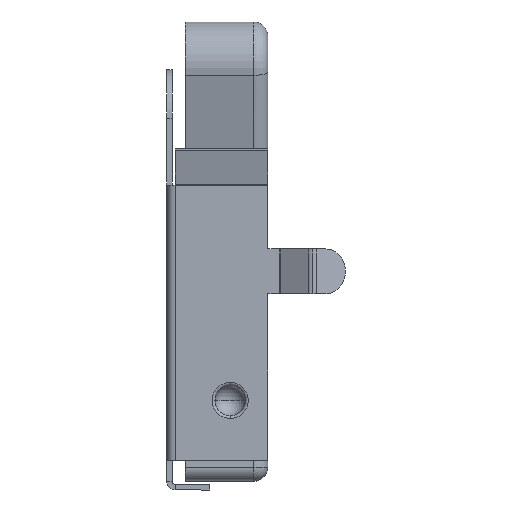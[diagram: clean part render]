
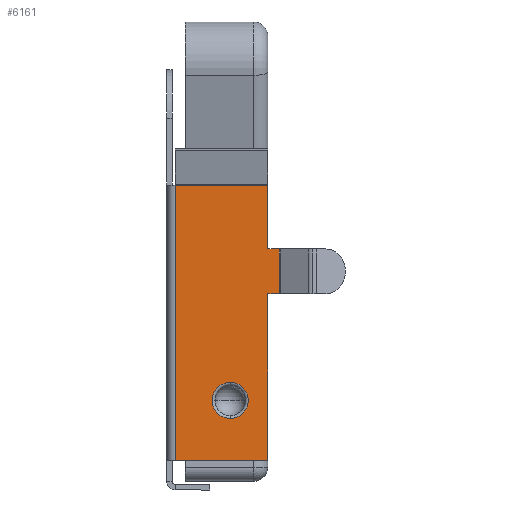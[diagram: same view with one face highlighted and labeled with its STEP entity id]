
A CAD part, left-side view. The second image highlights one B-rep face of the part: STEP entity #6161.
In plain terms, the highlighted planar face has unit normal (-1, 0, 0).
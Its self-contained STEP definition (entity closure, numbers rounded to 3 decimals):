
#53 = DIRECTION ( 'NONE',  ( 0., 0., -1. ) ) ;
#169 = CARTESIAN_POINT ( 'NONE',  ( -7.595, 0., -6.325 ) ) ;
#213 = DIRECTION ( 'NONE',  ( 1., 0., 0. ) ) ;
#284 = DIRECTION ( 'NONE',  ( 0., -1., 0. ) ) ;
#307 = EDGE_CURVE ( 'NONE', #1273, #3670, #4609, .T. ) ;
#309 = ORIENTED_EDGE ( 'NONE', *, *, #6235, .T. ) ;
#446 = EDGE_LOOP ( 'NONE', ( #4433, #4183 ) ) ;
#476 = CARTESIAN_POINT ( 'NONE',  ( -7.595, -0.407, 1.085 ) ) ;
#532 = DIRECTION ( 'NONE',  ( 0., 0., -1. ) ) ;
#551 = CARTESIAN_POINT ( 'NONE',  ( -7.595, 0., 3.325 ) ) ;
#638 = DIRECTION ( 'NONE',  ( 0., -1., 0. ) ) ;
#659 = VERTEX_POINT ( 'NONE', #476 ) ;
#673 = DIRECTION ( 'NONE',  ( 0., 0., -1. ) ) ;
#801 = CARTESIAN_POINT ( 'NONE',  ( -7.595, 0., -0.485 ) ) ;
#859 = CARTESIAN_POINT ( 'NONE',  ( -7.595, 1.32, -4.225 ) ) ;
#935 = ORIENTED_EDGE ( 'NONE', *, *, #1362, .T. ) ;
#952 = EDGE_CURVE ( 'NONE', #5837, #5650, #1857, .T. ) ;
#980 = LINE ( 'NONE', #2704, #3963 ) ;
#992 = VECTOR ( 'NONE', #284, 1000. ) ;
#996 = ORIENTED_EDGE ( 'NONE', *, *, #3831, .F. ) ;
#1040 = CARTESIAN_POINT ( 'NONE',  ( -7.595, 3.35, -6.325 ) ) ;
#1064 = DIRECTION ( 'NONE',  ( 0., 0., -1. ) ) ;
#1113 = ORIENTED_EDGE ( 'NONE', *, *, #2945, .F. ) ;
#1147 = CARTESIAN_POINT ( 'NONE',  ( -7.595, 0., -6.325 ) ) ;
#1148 = CARTESIAN_POINT ( 'NONE',  ( -7.595, -0.407, -0.485 ) ) ;
#1207 = CARTESIAN_POINT ( 'NONE',  ( -7.595, 1.32, -3.593 ) ) ;
#1240 = DIRECTION ( 'NONE',  ( 0., 0., -1. ) ) ;
#1273 = VERTEX_POINT ( 'NONE', #5147 ) ;
#1319 = CARTESIAN_POINT ( 'NONE',  ( -7.595, 0., 1.085 ) ) ;
#1362 = EDGE_CURVE ( 'NONE', #3079, #2594, #980, .T. ) ;
#1743 = VECTOR ( 'NONE', #638, 1000. ) ;
#1747 = VECTOR ( 'NONE', #2280, 1000. ) ;
#1777 = AXIS2_PLACEMENT_3D ( 'NONE', #4934, #213, #1240 ) ;
#1857 = LINE ( 'NONE', #169, #5431 ) ;
#2165 = VERTEX_POINT ( 'NONE', #551 ) ;
#2280 = DIRECTION ( 'NONE',  ( 0., -1., 0. ) ) ;
#2361 = CARTESIAN_POINT ( 'NONE',  ( -7.595, 0., 1.085 ) ) ;
#2363 = EDGE_CURVE ( 'NONE', #5650, #2594, #2569, .T. ) ;
#2569 = LINE ( 'NONE', #1040, #6444 ) ;
#2594 = VERTEX_POINT ( 'NONE', #4874 ) ;
#2704 = CARTESIAN_POINT ( 'NONE',  ( -7.595, 3.25, 0. ) ) ;
#2716 = LINE ( 'NONE', #801, #1743 ) ;
#2749 = DIRECTION ( 'NONE',  ( 1., 0., 0. ) ) ;
#2783 = AXIS2_PLACEMENT_3D ( 'NONE', #2361, #2749, #673 ) ;
#2912 = ORIENTED_EDGE ( 'NONE', *, *, #952, .F. ) ;
#2945 = EDGE_CURVE ( 'NONE', #659, #4917, #3537, .T. ) ;
#3079 = VERTEX_POINT ( 'NONE', #3775 ) ;
#3147 = LINE ( 'NONE', #4898, #1747 ) ;
#3506 = CARTESIAN_POINT ( 'NONE',  ( -7.595, 0., -0.485 ) ) ;
#3515 = EDGE_LOOP ( 'NONE', ( #309, #1113, #996, #4749, #6615, #935, #6373, #2912 ) ) ;
#3537 = LINE ( 'NONE', #3706, #5097 ) ;
#3670 = VERTEX_POINT ( 'NONE', #1207 ) ;
#3706 = CARTESIAN_POINT ( 'NONE',  ( -7.595, -0.407, 1.085 ) ) ;
#3741 = VECTOR ( 'NONE', #53, 1000. ) ;
#3775 = CARTESIAN_POINT ( 'NONE',  ( -7.595, 3.25, 3.325 ) ) ;
#3816 = PLANE ( 'NONE',  #2783 ) ;
#3831 = EDGE_CURVE ( 'NONE', #5145, #659, #6702, .T. ) ;
#3944 = CARTESIAN_POINT ( 'NONE',  ( -7.595, 0., -6.325 ) ) ;
#3963 = VECTOR ( 'NONE', #1064, 1000. ) ;
#4183 = ORIENTED_EDGE ( 'NONE', *, *, #5777, .T. ) ;
#4277 = EDGE_CURVE ( 'NONE', #3079, #2165, #3147, .T. ) ;
#4433 = ORIENTED_EDGE ( 'NONE', *, *, #307, .T. ) ;
#4496 = AXIS2_PLACEMENT_3D ( 'NONE', #859, #6515, #5034 ) ;
#4609 = CIRCLE ( 'NONE', #1777, 0.632 ) ;
#4611 = EDGE_CURVE ( 'NONE', #2165, #5145, #6135, .T. ) ;
#4749 = ORIENTED_EDGE ( 'NONE', *, *, #4611, .F. ) ;
#4874 = CARTESIAN_POINT ( 'NONE',  ( -7.595, 3.25, -6.325 ) ) ;
#4898 = CARTESIAN_POINT ( 'NONE',  ( -7.595, 0., 3.325 ) ) ;
#4917 = VERTEX_POINT ( 'NONE', #1148 ) ;
#4934 = CARTESIAN_POINT ( 'NONE',  ( -7.595, 1.32, -4.225 ) ) ;
#5034 = DIRECTION ( 'NONE',  ( 0., 0., -1. ) ) ;
#5097 = VECTOR ( 'NONE', #532, 1000. ) ;
#5145 = VERTEX_POINT ( 'NONE', #1319 ) ;
#5147 = CARTESIAN_POINT ( 'NONE',  ( -7.595, 1.32, -4.857 ) ) ;
#5209 = DIRECTION ( 'NONE',  ( 0., 1., 0. ) ) ;
#5406 = DIRECTION ( 'NONE',  ( 0., 0., -1. ) ) ;
#5431 = VECTOR ( 'NONE', #5406, 1000. ) ;
#5481 = FACE_OUTER_BOUND ( 'NONE', #3515, .T. ) ;
#5650 = VERTEX_POINT ( 'NONE', #3944 ) ;
#5777 = EDGE_CURVE ( 'NONE', #3670, #1273, #5965, .T. ) ;
#5837 = VERTEX_POINT ( 'NONE', #3506 ) ;
#5965 = CIRCLE ( 'NONE', #4496, 0.632 ) ;
#6135 = LINE ( 'NONE', #1147, #3741 ) ;
#6161 = ADVANCED_FACE ( 'NONE', ( #6609, #5481 ), #3816, .F. ) ;
#6235 = EDGE_CURVE ( 'NONE', #5837, #4917, #2716, .T. ) ;
#6373 = ORIENTED_EDGE ( 'NONE', *, *, #2363, .F. ) ;
#6444 = VECTOR ( 'NONE', #5209, 1000. ) ;
#6470 = CARTESIAN_POINT ( 'NONE',  ( -7.595, 0., 1.085 ) ) ;
#6515 = DIRECTION ( 'NONE',  ( 1., 0., 0. ) ) ;
#6609 = FACE_BOUND ( 'NONE', #446, .T. ) ;
#6615 = ORIENTED_EDGE ( 'NONE', *, *, #4277, .F. ) ;
#6702 = LINE ( 'NONE', #6470, #992 ) ;
